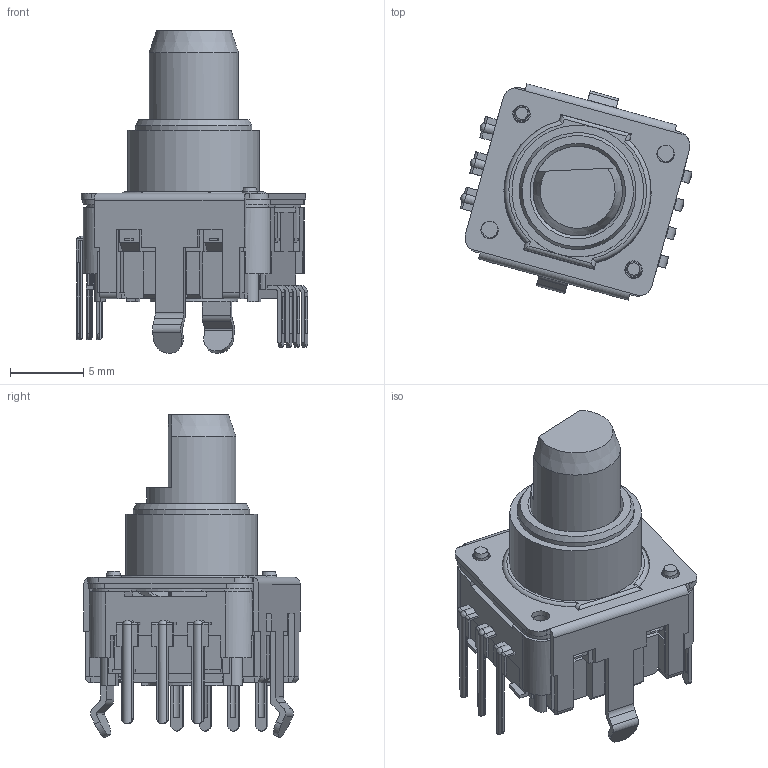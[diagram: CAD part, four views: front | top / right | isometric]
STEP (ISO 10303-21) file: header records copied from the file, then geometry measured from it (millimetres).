
FILE_DESCRIPTION((''),'2;1');
FILE_NAME('DC12S24118FB01.stp','2017-02-16T09:44:09',('U05AF019'),(''),'Autodesk Inventor 2010','Autodesk Inventor 2010','');
FILE_SCHEMA(('AUTOMOTIVE_DESIGN { 1 0 10303 214 1 1 1 1 }'));
Length unit declared in the file: millimetre
Products named in the file (1): DC12S24118FB01
Bounding box: 15.8 x 14.77 x 22.04 mm (x, y, z)
Volume: 1092.3 mm3; surface area: 2110.1 mm2
Topology: 3 solids, 3 shells, 709 faces, 1870 edges, 1180 vertices
Faces by surface type: plane 491, cylinder 143, bspline 68, cone 5, torus 2
Full cylindrical faces by diameter (mm): 0.5 x3, 0.8 x1, 1 x2, 1.1 x4, 1.2 x8, 1.3 x2, 5.5 x1, 6 x1, 6.1 x2, 6.12 x1, 6.4 x1, 7.2 x1, 7.98 x1, 9 x1, 10.8 x1
Entity records: 22995 total; most frequent: CARTESIAN_POINT 5097, ORIENTED_EDGE 3632, DIRECTION 3421, EDGE_CURVE 1816, VECTOR 1401, LINE 1401, VERTEX_POINT 1168, AXIS2_PLACEMENT_3D 1010
